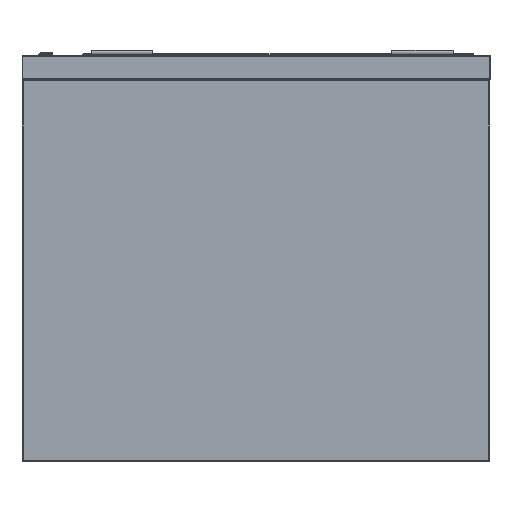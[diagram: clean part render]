
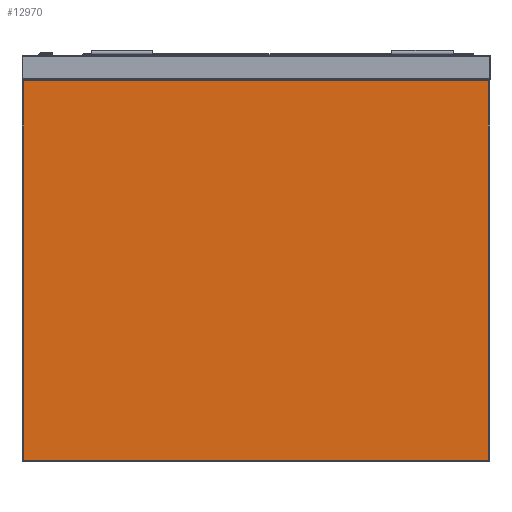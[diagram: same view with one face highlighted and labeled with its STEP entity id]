
A CAD part, left-side view. The second image highlights one B-rep face of the part: STEP entity #12970.
In plain terms, the highlighted planar face has unit normal (-1, 0, 0).
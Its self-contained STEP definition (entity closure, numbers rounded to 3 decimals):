
#842 = VERTEX_POINT ( 'NONE', #21876 ) ;
#1162 = DIRECTION ( 'NONE',  ( 0., -1., 0. ) ) ;
#3813 = ORIENTED_EDGE ( 'NONE', *, *, #13164, .T. ) ;
#3934 = DIRECTION ( 'NONE',  ( 0., 0., 1. ) ) ;
#5385 = DIRECTION ( 'NONE',  ( -1., 0., 0. ) ) ;
#5862 = CARTESIAN_POINT ( 'NONE',  ( -260., -380., -658. ) ) ;
#6201 = CARTESIAN_POINT ( 'NONE',  ( -260., -378., -42. ) ) ;
#8937 = EDGE_CURVE ( 'NONE', #22057, #842, #9617, .T. ) ;
#8949 = CARTESIAN_POINT ( 'NONE',  ( -260., -378., -658. ) ) ;
#9617 = LINE ( 'NONE', #22284, #27584 ) ;
#10113 = VECTOR ( 'NONE', #25703, 1000. ) ;
#10585 = AXIS2_PLACEMENT_3D ( 'NONE', #15467, #5385, #30086 ) ;
#11970 = VERTEX_POINT ( 'NONE', #16256 ) ;
#12970 = ADVANCED_FACE ( 'Fl�che7', ( #17579 ), #22141, .T. ) ;
#13164 = EDGE_CURVE ( 'NONE', #842, #11970, #15778, .T. ) ;
#13189 = EDGE_CURVE ( 'NONE', #11970, #17103, #30573, .T. ) ;
#13355 = CARTESIAN_POINT ( 'NONE',  ( -260., 378., -660. ) ) ;
#14000 = LINE ( 'NONE', #18863, #17677 ) ;
#14793 = VECTOR ( 'NONE', #1162, 1000. ) ;
#15467 = CARTESIAN_POINT ( 'NONE',  ( -260., -380., -660. ) ) ;
#15778 = LINE ( 'NONE', #13355, #10113 ) ;
#16256 = CARTESIAN_POINT ( 'NONE',  ( -260., 378., -658. ) ) ;
#17103 = VERTEX_POINT ( 'NONE', #8949 ) ;
#17579 = FACE_OUTER_BOUND ( 'NONE', #23423, .T. ) ;
#17677 = VECTOR ( 'NONE', #3934, 1000. ) ;
#18863 = CARTESIAN_POINT ( 'NONE',  ( -260., -378., -660. ) ) ;
#19688 = DIRECTION ( 'NONE',  ( 0., 1., 0. ) ) ;
#20780 = ORIENTED_EDGE ( 'NONE', *, *, #8937, .T. ) ;
#21876 = CARTESIAN_POINT ( 'NONE',  ( -260., 378., -42. ) ) ;
#22057 = VERTEX_POINT ( 'NONE', #6201 ) ;
#22141 = PLANE ( 'NONE',  #10585 ) ;
#22284 = CARTESIAN_POINT ( 'NONE',  ( -260., 380., -42. ) ) ;
#23181 = EDGE_CURVE ( 'NONE', #17103, #22057, #14000, .T. ) ;
#23423 = EDGE_LOOP ( 'NONE', ( #30123, #20780, #3813, #25345 ) ) ;
#25345 = ORIENTED_EDGE ( 'NONE', *, *, #13189, .T. ) ;
#25703 = DIRECTION ( 'NONE',  ( 0., 0., -1. ) ) ;
#27584 = VECTOR ( 'NONE', #19688, 1000. ) ;
#30086 = DIRECTION ( 'NONE',  ( 0., 0., 1. ) ) ;
#30123 = ORIENTED_EDGE ( 'NONE', *, *, #23181, .T. ) ;
#30573 = LINE ( 'NONE', #5862, #14793 ) ;
